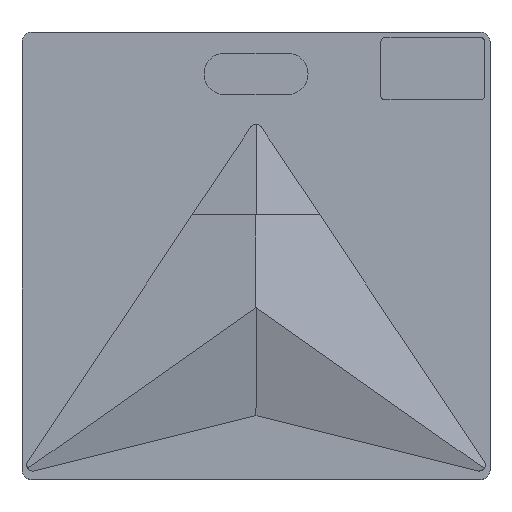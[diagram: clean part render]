
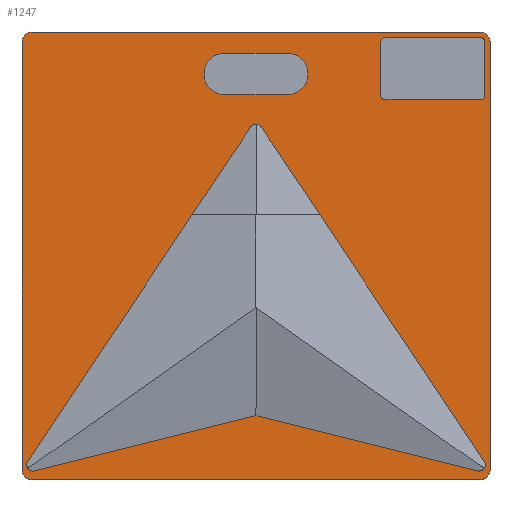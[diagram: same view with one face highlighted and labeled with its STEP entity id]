
A CAD part, top view. The second image highlights one B-rep face of the part: STEP entity #1247.
In plain terms, the highlighted planar face has unit normal (0, 0, 1).
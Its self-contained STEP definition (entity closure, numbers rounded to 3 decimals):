
#49=FACE_BOUND('',#189,.T.);
#50=FACE_BOUND('',#190,.T.);
#51=FACE_BOUND('',#191,.T.);
#56=PLANE('',#1362);
#114=FACE_OUTER_BOUND('',#188,.T.);
#188=EDGE_LOOP('',(#877,#878,#879,#880,#881,#882,#883,#884));
#189=EDGE_LOOP('',(#885,#886,#887,#888,#889,#890,#891,#892));
#190=EDGE_LOOP('',(#893,#894,#895,#896));
#191=EDGE_LOOP('',(#897,#898,#899,#900));
#270=LINE('',#1868,#411);
#271=LINE('',#1872,#412);
#272=LINE('',#1876,#413);
#273=LINE('',#1879,#414);
#274=LINE('',#1882,#415);
#275=LINE('',#1886,#416);
#276=LINE('',#1890,#417);
#277=LINE('',#1894,#418);
#278=LINE('',#1898,#419);
#279=LINE('',#1900,#420);
#280=LINE('',#1902,#421);
#281=LINE('',#1903,#422);
#282=LINE('',#1906,#423);
#283=LINE('',#1910,#424);
#411=VECTOR('',#1490,10.);
#412=VECTOR('',#1493,10.);
#413=VECTOR('',#1496,10.);
#414=VECTOR('',#1499,10.);
#415=VECTOR('',#1500,10.);
#416=VECTOR('',#1503,10.);
#417=VECTOR('',#1506,10.);
#418=VECTOR('',#1509,10.);
#419=VECTOR('',#1512,10.);
#420=VECTOR('',#1513,10.);
#421=VECTOR('',#1514,10.);
#422=VECTOR('',#1515,10.);
#423=VECTOR('',#1516,10.);
#424=VECTOR('',#1519,10.);
#551=CIRCLE('',#1361,4.5);
#552=CIRCLE('',#1363,4.5);
#553=CIRCLE('',#1364,4.5);
#554=CIRCLE('',#1365,4.5);
#555=CIRCLE('',#1366,2.);
#556=CIRCLE('',#1367,2.);
#557=CIRCLE('',#1368,2.);
#558=CIRCLE('',#1369,2.);
#559=CIRCLE('',#1370,10.);
#560=CIRCLE('',#1371,10.);
#578=VERTEX_POINT('',#1861);
#579=VERTEX_POINT('',#1863);
#580=VERTEX_POINT('',#1867);
#581=VERTEX_POINT('',#1869);
#582=VERTEX_POINT('',#1871);
#583=VERTEX_POINT('',#1873);
#584=VERTEX_POINT('',#1875);
#585=VERTEX_POINT('',#1877);
#586=VERTEX_POINT('',#1880);
#587=VERTEX_POINT('',#1881);
#588=VERTEX_POINT('',#1883);
#589=VERTEX_POINT('',#1885);
#590=VERTEX_POINT('',#1887);
#591=VERTEX_POINT('',#1889);
#592=VERTEX_POINT('',#1891);
#593=VERTEX_POINT('',#1893);
#594=VERTEX_POINT('',#1896);
#595=VERTEX_POINT('',#1897);
#596=VERTEX_POINT('',#1899);
#597=VERTEX_POINT('',#1901);
#598=VERTEX_POINT('',#1904);
#599=VERTEX_POINT('',#1905);
#600=VERTEX_POINT('',#1907);
#601=VERTEX_POINT('',#1909);
#696=EDGE_CURVE('',#578,#579,#551,.T.);
#698=EDGE_CURVE('',#578,#580,#270,.T.);
#699=EDGE_CURVE('',#581,#580,#552,.T.);
#700=EDGE_CURVE('',#581,#582,#271,.T.);
#701=EDGE_CURVE('',#583,#582,#553,.T.);
#702=EDGE_CURVE('',#583,#584,#272,.T.);
#703=EDGE_CURVE('',#585,#584,#554,.T.);
#704=EDGE_CURVE('',#585,#579,#273,.T.);
#705=EDGE_CURVE('',#586,#587,#274,.T.);
#706=EDGE_CURVE('',#588,#587,#555,.T.);
#707=EDGE_CURVE('',#588,#589,#275,.T.);
#708=EDGE_CURVE('',#590,#589,#556,.T.);
#709=EDGE_CURVE('',#590,#591,#276,.T.);
#710=EDGE_CURVE('',#592,#591,#557,.T.);
#711=EDGE_CURVE('',#592,#593,#277,.T.);
#712=EDGE_CURVE('',#586,#593,#558,.T.);
#713=EDGE_CURVE('',#594,#595,#278,.T.);
#714=EDGE_CURVE('',#595,#596,#279,.T.);
#715=EDGE_CURVE('',#596,#597,#280,.T.);
#716=EDGE_CURVE('',#597,#594,#281,.T.);
#717=EDGE_CURVE('',#598,#599,#282,.T.);
#718=EDGE_CURVE('',#599,#600,#559,.T.);
#719=EDGE_CURVE('',#600,#601,#283,.T.);
#720=EDGE_CURVE('',#601,#598,#560,.T.);
#877=ORIENTED_EDGE('',*,*,#696,.F.);
#878=ORIENTED_EDGE('',*,*,#698,.T.);
#879=ORIENTED_EDGE('',*,*,#699,.F.);
#880=ORIENTED_EDGE('',*,*,#700,.T.);
#881=ORIENTED_EDGE('',*,*,#701,.F.);
#882=ORIENTED_EDGE('',*,*,#702,.T.);
#883=ORIENTED_EDGE('',*,*,#703,.F.);
#884=ORIENTED_EDGE('',*,*,#704,.T.);
#885=ORIENTED_EDGE('',*,*,#705,.T.);
#886=ORIENTED_EDGE('',*,*,#706,.F.);
#887=ORIENTED_EDGE('',*,*,#707,.T.);
#888=ORIENTED_EDGE('',*,*,#708,.F.);
#889=ORIENTED_EDGE('',*,*,#709,.T.);
#890=ORIENTED_EDGE('',*,*,#710,.F.);
#891=ORIENTED_EDGE('',*,*,#711,.T.);
#892=ORIENTED_EDGE('',*,*,#712,.F.);
#893=ORIENTED_EDGE('',*,*,#713,.T.);
#894=ORIENTED_EDGE('',*,*,#714,.T.);
#895=ORIENTED_EDGE('',*,*,#715,.T.);
#896=ORIENTED_EDGE('',*,*,#716,.T.);
#897=ORIENTED_EDGE('',*,*,#717,.T.);
#898=ORIENTED_EDGE('',*,*,#718,.T.);
#899=ORIENTED_EDGE('',*,*,#719,.T.);
#900=ORIENTED_EDGE('',*,*,#720,.T.);
#1247=ADVANCED_FACE('',(#114,#49,#50,#51),#56,.T.);
#1361=AXIS2_PLACEMENT_3D('',#1864,#1485,#1486);
#1362=AXIS2_PLACEMENT_3D('',#1866,#1488,#1489);
#1363=AXIS2_PLACEMENT_3D('',#1870,#1491,#1492);
#1364=AXIS2_PLACEMENT_3D('',#1874,#1494,#1495);
#1365=AXIS2_PLACEMENT_3D('',#1878,#1497,#1498);
#1366=AXIS2_PLACEMENT_3D('',#1884,#1501,#1502);
#1367=AXIS2_PLACEMENT_3D('',#1888,#1504,#1505);
#1368=AXIS2_PLACEMENT_3D('',#1892,#1507,#1508);
#1369=AXIS2_PLACEMENT_3D('',#1895,#1510,#1511);
#1370=AXIS2_PLACEMENT_3D('',#1908,#1517,#1518);
#1371=AXIS2_PLACEMENT_3D('',#1911,#1520,#1521);
#1485=DIRECTION('center_axis',(0.,0.,-1.));
#1486=DIRECTION('ref_axis',(-0.707,0.707,0.));
#1488=DIRECTION('center_axis',(0.,0.,1.));
#1489=DIRECTION('ref_axis',(1.,0.,0.));
#1490=DIRECTION('',(0.,-1.,0.));
#1491=DIRECTION('center_axis',(0.,0.,-1.));
#1492=DIRECTION('ref_axis',(-0.707,-0.707,0.));
#1493=DIRECTION('',(1.,0.,0.));
#1494=DIRECTION('center_axis',(0.,0.,-1.));
#1495=DIRECTION('ref_axis',(0.707,-0.707,0.));
#1496=DIRECTION('',(0.,1.,0.));
#1497=DIRECTION('center_axis',(0.,0.,-1.));
#1498=DIRECTION('ref_axis',(0.707,0.707,0.));
#1499=DIRECTION('',(-1.,0.,0.));
#1500=DIRECTION('',(-1.,0.,0.));
#1501=DIRECTION('center_axis',(0.,0.,1.));
#1502=DIRECTION('ref_axis',(-0.707,-0.707,0.));
#1503=DIRECTION('',(0.,1.,0.));
#1504=DIRECTION('center_axis',(0.,0.,1.));
#1505=DIRECTION('ref_axis',(-0.707,0.707,0.));
#1506=DIRECTION('',(1.,0.,0.));
#1507=DIRECTION('center_axis',(0.,0.,1.));
#1508=DIRECTION('ref_axis',(0.707,0.707,0.));
#1509=DIRECTION('',(0.,-1.,0.));
#1510=DIRECTION('center_axis',(0.,0.,1.));
#1511=DIRECTION('ref_axis',(0.707,-0.707,0.));
#1512=DIRECTION('',(0.555,-0.832,0.));
#1513=DIRECTION('',(-0.97,0.243,0.));
#1514=DIRECTION('',(-0.97,-0.243,0.));
#1515=DIRECTION('',(0.555,0.832,0.));
#1516=DIRECTION('',(-1.,0.,0.));
#1517=DIRECTION('center_axis',(0.,0.,-1.));
#1518=DIRECTION('ref_axis',(0.,1.,0.));
#1519=DIRECTION('',(1.,0.,0.));
#1520=DIRECTION('center_axis',(0.,0.,-1.));
#1521=DIRECTION('ref_axis',(0.,-1.,0.));
#1861=CARTESIAN_POINT('',(-112.5,128.,-15.));
#1863=CARTESIAN_POINT('',(-108.,132.5,-15.));
#1864=CARTESIAN_POINT('Origin',(-108.,128.,-15.));
#1866=CARTESIAN_POINT('Origin',(0.,25.,-15.));
#1867=CARTESIAN_POINT('',(-112.5,-78.,-15.));
#1868=CARTESIAN_POINT('',(-112.5,132.5,-15.));
#1869=CARTESIAN_POINT('',(-108.,-82.5,-15.));
#1870=CARTESIAN_POINT('Origin',(-108.,-78.,-15.));
#1871=CARTESIAN_POINT('',(108.,-82.5,-15.));
#1872=CARTESIAN_POINT('',(-112.5,-82.5,-15.));
#1873=CARTESIAN_POINT('',(112.5,-78.,-15.));
#1874=CARTESIAN_POINT('Origin',(108.,-78.,-15.));
#1875=CARTESIAN_POINT('',(112.5,128.,-15.));
#1876=CARTESIAN_POINT('',(112.5,100.,-15.));
#1877=CARTESIAN_POINT('',(108.,132.5,-15.));
#1878=CARTESIAN_POINT('Origin',(108.,128.,-15.));
#1879=CARTESIAN_POINT('',(112.5,132.5,-15.));
#1880=CARTESIAN_POINT('',(108.,100.,-15.));
#1881=CARTESIAN_POINT('',(62.,100.,-15.));
#1882=CARTESIAN_POINT('',(37.5,100.,-15.));
#1883=CARTESIAN_POINT('',(60.,102.,-15.));
#1884=CARTESIAN_POINT('Origin',(62.,102.,-15.));
#1885=CARTESIAN_POINT('',(60.,128.,-15.));
#1886=CARTESIAN_POINT('',(60.,62.5,-15.));
#1887=CARTESIAN_POINT('',(62.,130.,-15.));
#1888=CARTESIAN_POINT('Origin',(62.,128.,-15.));
#1889=CARTESIAN_POINT('',(108.,130.,-15.));
#1890=CARTESIAN_POINT('',(110.,130.,-15.));
#1891=CARTESIAN_POINT('',(110.,128.,-15.));
#1892=CARTESIAN_POINT('Origin',(108.,128.,-15.));
#1893=CARTESIAN_POINT('',(110.,102.,-15.));
#1894=CARTESIAN_POINT('',(110.,100.,-15.));
#1895=CARTESIAN_POINT('Origin',(108.,102.,-15.));
#1896=CARTESIAN_POINT('',(0.,72.979,-15.));
#1897=CARTESIAN_POINT('',(91.605,-64.428,-15.));
#1898=CARTESIAN_POINT('',(16.827,47.738,-15.));
#1899=CARTESIAN_POINT('',(0.,-41.527,-15.));
#1900=CARTESIAN_POINT('',(18.519,-46.157,-15.));
#1901=CARTESIAN_POINT('',(-91.605,-64.428,-15.));
#1902=CARTESIAN_POINT('',(9.982,-39.032,-15.));
#1903=CARTESIAN_POINT('',(-45.328,4.988,-15.));
#1904=CARTESIAN_POINT('',(15.,102.5,-15.));
#1905=CARTESIAN_POINT('',(-15.,102.5,-15.));
#1906=CARTESIAN_POINT('',(7.5,102.5,-15.));
#1907=CARTESIAN_POINT('',(-15.,122.5,-15.));
#1908=CARTESIAN_POINT('Origin',(-15.,112.5,-15.));
#1909=CARTESIAN_POINT('',(15.,122.5,-15.));
#1910=CARTESIAN_POINT('',(-7.5,122.5,-15.));
#1911=CARTESIAN_POINT('Origin',(15.,112.5,-15.));
